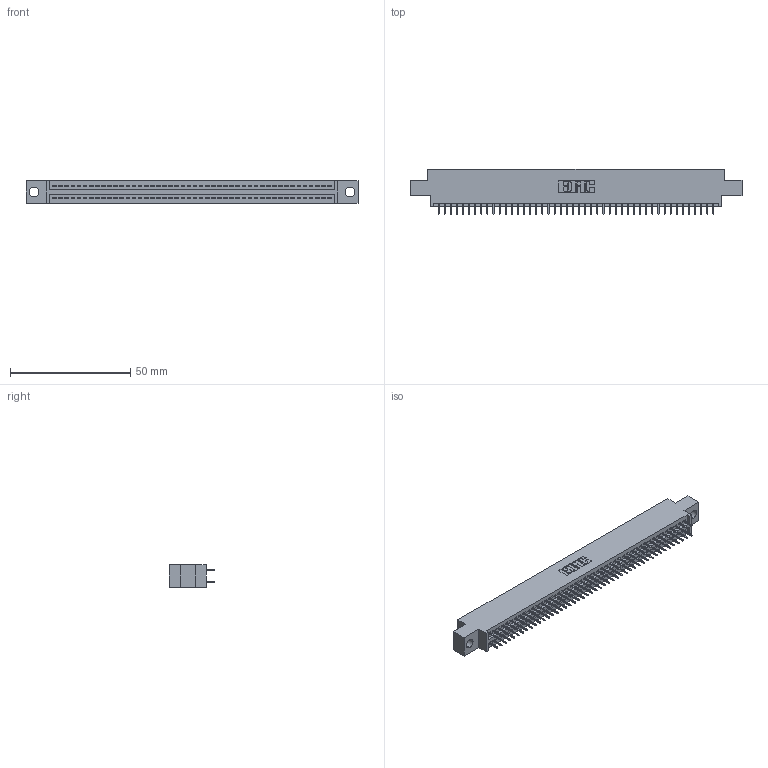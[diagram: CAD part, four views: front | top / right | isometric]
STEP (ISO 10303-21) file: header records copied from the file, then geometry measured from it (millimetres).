
FILE_DESCRIPTION (( 'STEP AP203' ), '1' );
FILE_NAME ('395-092-525-804.STEP', '2020-09-25T14:18:14', ( '' ), ( '' ), 'SwSTEP 2.0', 'SolidWorks 2020', '' );
FILE_SCHEMA (( 'CONFIG_CONTROL_DESIGN' ));
Length unit declared in the file: inch
Products named in the file (3): 345 Part_0.170 Offset - 0.156 Dia-TH; 395-092-525-804; 345-292-001_345-293-125
Assembly tree (93 placements, depth 2):
  395-092-525-804
    345 Part_0.170 Offset - 0.156 Dia-TH
    345-292-001_345-293-125  x92
Bounding box: 138.05 x 18.72 x 9.4 mm (x, y, z)
Volume: 13094.7 mm3; surface area: 18935.9 mm2
Topology: 93 solids, 93 shells, 5098 faces, 14429 edges, 9250 vertices
Faces by surface type: plane 3672, cylinder 1426
Entity records: 35763 total; most frequent: CARTESIAN_POINT 5992, ORIENTED_EDGE 5926, DIRECTION 5279, EDGE_CURVE 2963, LINE 2651, VECTOR 2651, VERTEX_POINT 1970, AXIS2_PLACEMENT_3D 1314
